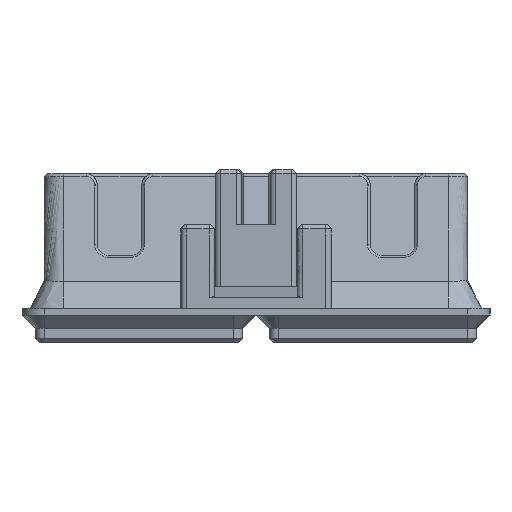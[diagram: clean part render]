
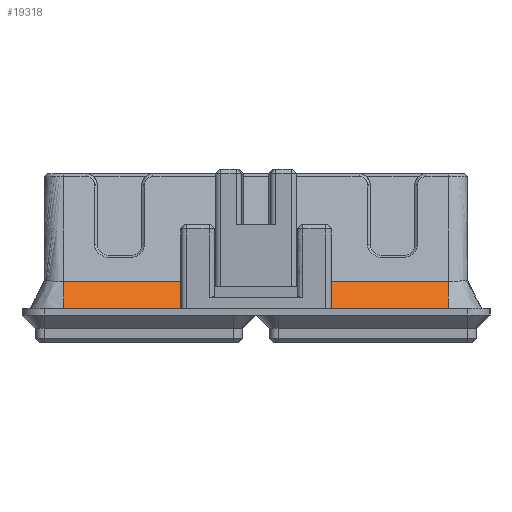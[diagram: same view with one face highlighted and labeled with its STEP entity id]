
A CAD part, front view. The second image highlights one B-rep face of the part: STEP entity #19318.
In plain terms, the highlighted free-form (B-spline) face has degree [1, 1] with [2, 2] control points.
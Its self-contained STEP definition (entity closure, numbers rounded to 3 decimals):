
#17966 = VERTEX_POINT('',#17967);
#17967 = CARTESIAN_POINT('',(102.992,196.151,
    20.575));
#18026 = VERTEX_POINT('',#18027);
#18027 = CARTESIAN_POINT('',(180.657,196.151,
    20.575));
#18521 = EDGE_CURVE('',#18026,#17966,#18522,.T.);
#18522 = B_SPLINE_CURVE_WITH_KNOTS('',1,(#18523,#18524),.UNSPECIFIED.,
  .F.,.F.,(2,2),(-27.83,41.17),
  .PIECEWISE_BEZIER_KNOTS.);
#18523 = CARTESIAN_POINT('',(180.657,196.151,
    20.575));
#18524 = CARTESIAN_POINT('',(102.992,196.151,
    20.575));
#18905 = VERTEX_POINT('',#18906);
#18906 = CARTESIAN_POINT('',(180.657,191.88,
    15.139));
#18915 = EDGE_CURVE('',#18916,#18905,#18918,.T.);
#18916 = VERTEX_POINT('',#18917);
#18917 = CARTESIAN_POINT('',(102.992,191.88,
    15.139));
#18918 = B_SPLINE_CURVE_WITH_KNOTS('',1,(#18919,#18920),.UNSPECIFIED.,
  .F.,.F.,(2,2),(-41.17,27.83),
  .PIECEWISE_BEZIER_KNOTS.);
#18919 = CARTESIAN_POINT('',(102.992,191.88,
    15.139));
#18920 = CARTESIAN_POINT('',(180.657,191.88,
    15.139));
#19318 = ADVANCED_FACE('',(#19319),#19333,.T.);
#19319 = FACE_BOUND('',#19320,.T.);
#19320 = EDGE_LOOP('',(#19321,#19326,#19327,#19332));
#19321 = ORIENTED_EDGE('',*,*,#19322,.F.);
#19322 = EDGE_CURVE('',#18916,#17966,#19323,.T.);
#19323 = B_SPLINE_CURVE_WITH_KNOTS('',1,(#19324,#19325),.UNSPECIFIED.,
  .F.,.F.,(2,2),(0.,6.142),.PIECEWISE_BEZIER_KNOTS.);
#19324 = CARTESIAN_POINT('',(102.992,191.88,
    15.139));
#19325 = CARTESIAN_POINT('',(102.992,196.151,
    20.575));
#19326 = ORIENTED_EDGE('',*,*,#18915,.T.);
#19327 = ORIENTED_EDGE('',*,*,#19328,.F.);
#19328 = EDGE_CURVE('',#18026,#18905,#19329,.T.);
#19329 = B_SPLINE_CURVE_WITH_KNOTS('',1,(#19330,#19331),.UNSPECIFIED.,
  .F.,.F.,(2,2),(0.,6.142),.PIECEWISE_BEZIER_KNOTS.);
#19330 = CARTESIAN_POINT('',(180.657,196.151,
    20.575));
#19331 = CARTESIAN_POINT('',(180.657,191.88,
    15.139));
#19332 = ORIENTED_EDGE('',*,*,#18521,.T.);
#19333 = B_SPLINE_SURFACE_WITH_KNOTS('',1,1,(
    (#19334,#19335)
    ,(#19336,#19337
    )),.UNSPECIFIED.,.F.,.F.,.F.,(2,2),(2,2),(-3.071,
    3.071),(-27.83,41.17),
  .PIECEWISE_BEZIER_KNOTS.);
#19334 = CARTESIAN_POINT('',(180.657,191.88,
    15.139));
#19335 = CARTESIAN_POINT('',(102.992,191.88,
    15.139));
#19336 = CARTESIAN_POINT('',(180.657,196.151,
    20.575));
#19337 = CARTESIAN_POINT('',(102.992,196.151,
    20.575));
